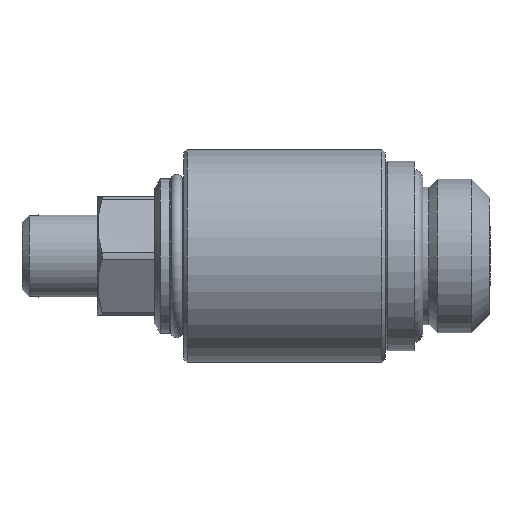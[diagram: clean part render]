
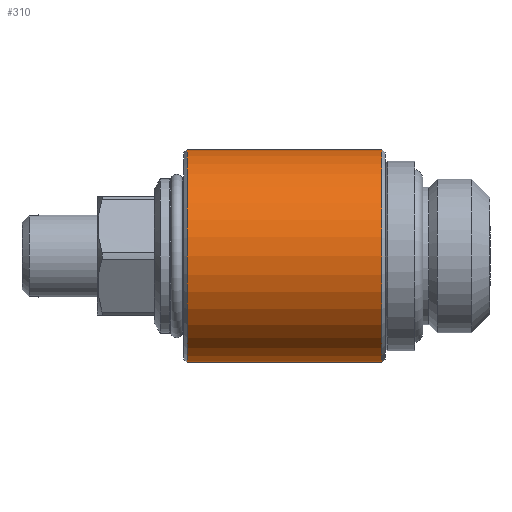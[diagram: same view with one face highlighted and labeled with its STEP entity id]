
A CAD part, left-side view. The second image highlights one B-rep face of the part: STEP entity #310.
In plain terms, the highlighted cylindrical face has radius 9 mm (diameter 18 mm), a full revolution.
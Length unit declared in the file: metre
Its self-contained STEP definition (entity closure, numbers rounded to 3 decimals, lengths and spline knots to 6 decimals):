
#310 = ADVANCED_FACE( 'NONE', ( #761, #762, #763 ), #764, .T. );
#761 = FACE_OUTER_BOUND( '', #1642, .T. );
#762 = FACE_OUTER_BOUND( '', #1643, .T. );
#763 = FACE_BOUND( '', #1644, .T. );
#764 = CYLINDRICAL_SURFACE( '', #1645, 0.009 );
#1642 = EDGE_LOOP( '', ( #3899 ) );
#1643 = EDGE_LOOP( '', ( #3900 ) );
#1644 = EDGE_LOOP( '', ( #3901, #3902 ) );
#1645 = AXIS2_PLACEMENT_3D( '', #3903, #3904, #3905 );
#3899 = ORIENTED_EDGE( '', *, *, #5262, .T. );
#3900 = ORIENTED_EDGE( '', *, *, #5263, .F. );
#3901 = ORIENTED_EDGE( '', *, *, #5264, .T. );
#3902 = ORIENTED_EDGE( '', *, *, #5265, .T. );
#3903 = CARTESIAN_POINT( '', ( 0., 0.007819, 0. ) );
#3904 = DIRECTION( '', ( 0., -1., 0. ) );
#3905 = DIRECTION( '', ( 0., 0., -1. ) );
#5262 = EDGE_CURVE( 'NONE', #5963, #5963, #5964, .T. );
#5263 = EDGE_CURVE( 'NONE', #5965, #5965, #5966, .T. );
#5264 = EDGE_CURVE( 'NONE', #5967, #5968, #5969, .T. );
#5265 = EDGE_CURVE( 'NONE', #5968, #5967, #5970, .T. );
#5963 = VERTEX_POINT( '', #7441 );
#5964 = CIRCLE( '', #7442, 0.009 );
#5965 = VERTEX_POINT( '', #7443 );
#5966 = CIRCLE( '', #7444, 0.009 );
#5967 = VERTEX_POINT( 'NONE', #7445 );
#5968 = VERTEX_POINT( 'NONE', #7446 );
#5969 = B_SPLINE_CURVE_WITH_KNOTS( '', 3, ( #7447, #7448, #7449, #7450, #7451, #7452, #7453, #7454, #7455, #7456, #7457, #7458, #7459, #7460, #7461, #7462, #7463, #7464, #7465, #7466, #7467, #7468, #7469, #7470 ), .UNSPECIFIED., .F., .F., ( 4, 1, 1, 1, 1, 1, 1, 1, 1, 1, 1, 1, 1, 1, 1, 1, 1, 1, 1, 1, 1, 4 ), ( 0., 0.015632, 0.031265, 0.062511, 0.093492, 0.125003, 0.187435, 0.249902, 0.312438, 0.374975, 0.438794, 0.499946, 0.562554, 0.625015, 0.686176, 0.749983, 0.81252, 0.874998, 0.937469, 0.968732, 0.984363, 1. ), .UNSPECIFIED. );
#5970 = B_SPLINE_CURVE_WITH_KNOTS( '', 3, ( #7471, #7472, #7473, #7474, #7475, #7476, #7477, #7478, #7479, #7480, #7481, #7482, #7483, #7484, #7485, #7486, #7487, #7488, #7489, #7490, #7491, #7492, #7493, #7494, #7495, #7496, #7497, #7498 ), .UNSPECIFIED., .F., .F., ( 4, 1, 1, 1, 1, 1, 1, 1, 1, 1, 1, 1, 1, 1, 1, 1, 1, 1, 1, 1, 1, 1, 1, 1, 1, 4 ), ( 0., 0.011244, 0.021657, 0.031254, 0.046913, 0.062508, 0.093481, 0.124978, 0.184956, 0.249852, 0.312202, 0.374892, 0.43871, 0.499923, 0.562512, 0.62495, 0.686171, 0.749984, 0.812464, 0.874967, 0.906764, 0.937482, 0.953334, 0.968746, 0.982426, 1. ), .UNSPECIFIED. );
#7441 = CARTESIAN_POINT( '', ( 0., 0.0259, -0.009 ) );
#7442 = AXIS2_PLACEMENT_3D( '', #9609, #9610, #9611 );
#7443 = CARTESIAN_POINT( '', ( 0., 0.0095, -0.009 ) );
#7444 = AXIS2_PLACEMENT_3D( '', #9612, #9613, #9614 );
#7445 = CARTESIAN_POINT( '', ( 0.006297, 0.016254, 0.00643 ) );
#7446 = CARTESIAN_POINT( '', ( 0.006299, 0.019156, -0.006428 ) );
#7447 = CARTESIAN_POINT( '', ( 0.006297, 0.016254, 0.00643 ) );
#7448 = CARTESIAN_POINT( '', ( 0.006275, 0.016363, 0.006452 ) );
#7449 = CARTESIAN_POINT( '', ( 0.006231, 0.016583, 0.006495 ) );
#7450 = CARTESIAN_POINT( '', ( 0.006167, 0.017032, 0.006555 ) );
#7451 = CARTESIAN_POINT( '', ( 0.006128, 0.017599, 0.006591 ) );
#7452 = CARTESIAN_POINT( '', ( 0.006154, 0.018285, 0.006567 ) );
#7453 = CARTESIAN_POINT( '', ( 0.00628, 0.019183, 0.006448 ) );
#7454 = CARTESIAN_POINT( '', ( 0.006588, 0.020252, 0.006143 ) );
#7455 = CARTESIAN_POINT( '', ( 0.007088, 0.021398, 0.005568 ) );
#7456 = CARTESIAN_POINT( '', ( 0.007632, 0.022405, 0.004805 ) );
#7457 = CARTESIAN_POINT( '', ( 0.00816, 0.023264, 0.003854 ) );
#7458 = CARTESIAN_POINT( '', ( 0.008605, 0.023936, 0.002735 ) );
#7459 = CARTESIAN_POINT( '', ( 0.008914, 0.024378, 0.001463 ) );
#7460 = CARTESIAN_POINT( '', ( 0.009035, 0.02455, 0.000103 ) );
#7461 = CARTESIAN_POINT( '', ( 0.008945, 0.024421, -0.001263 ) );
#7462 = CARTESIAN_POINT( '', ( 0.008662, 0.024018, -0.002554 ) );
#7463 = CARTESIAN_POINT( '', ( 0.008233, 0.023377, -0.003698 ) );
#7464 = CARTESIAN_POINT( '', ( 0.007714, 0.022543, -0.004675 ) );
#7465 = CARTESIAN_POINT( '', ( 0.007168, 0.021559, -0.005466 ) );
#7466 = CARTESIAN_POINT( '', ( 0.006743, 0.020619, -0.005969 ) );
#7467 = CARTESIAN_POINT( '', ( 0.006494, 0.019906, -0.006232 ) );
#7468 = CARTESIAN_POINT( '', ( 0.006375, 0.019482, -0.006353 ) );
#7469 = CARTESIAN_POINT( '', ( 0.006325, 0.019265, -0.006403 ) );
#7470 = CARTESIAN_POINT( '', ( 0.006299, 0.019156, -0.006428 ) );
#7471 = CARTESIAN_POINT( '', ( 0.006299, 0.019156, -0.006428 ) );
#7472 = CARTESIAN_POINT( '', ( 0.006283, 0.019077, -0.006443 ) );
#7473 = CARTESIAN_POINT( '', ( 0.006253, 0.018925, -0.006473 ) );
#7474 = CARTESIAN_POINT( '', ( 0.006215, 0.018702, -0.006509 ) );
#7475 = CARTESIAN_POINT( '', ( 0.00618, 0.018446, -0.006543 ) );
#7476 = CARTESIAN_POINT( '', ( 0.006152, 0.01815, -0.006569 ) );
#7477 = CARTESIAN_POINT( '', ( 0.006133, 0.017695, -0.006587 ) );
#7478 = CARTESIAN_POINT( '', ( 0.006153, 0.017123, -0.006568 ) );
#7479 = CARTESIAN_POINT( '', ( 0.006276, 0.016242, -0.006452 ) );
#7480 = CARTESIAN_POINT( '', ( 0.006577, 0.015169, -0.006154 ) );
#7481 = CARTESIAN_POINT( '', ( 0.007078, 0.014022, -0.005581 ) );
#7482 = CARTESIAN_POINT( '', ( 0.007628, 0.012998, -0.004811 ) );
#7483 = CARTESIAN_POINT( '', ( 0.008159, 0.01214, -0.003858 ) );
#7484 = CARTESIAN_POINT( '', ( 0.008604, 0.011464, -0.002737 ) );
#7485 = CARTESIAN_POINT( '', ( 0.008914, 0.011022, -0.001463 ) );
#7486 = CARTESIAN_POINT( '', ( 0.009035, 0.01085, -0.000102 ) );
#7487 = CARTESIAN_POINT( '', ( 0.008944, 0.010979, 0.001266 ) );
#7488 = CARTESIAN_POINT( '', ( 0.00866, 0.011383, 0.002558 ) );
#7489 = CARTESIAN_POINT( '', ( 0.008231, 0.012027, 0.003702 ) );
#7490 = CARTESIAN_POINT( '', ( 0.00771, 0.012859, 0.004681 ) );
#7491 = CARTESIAN_POINT( '', ( 0.007254, 0.013687, 0.00534 ) );
#7492 = CARTESIAN_POINT( '', ( 0.006908, 0.014415, 0.005773 ) );
#7493 = CARTESIAN_POINT( '', ( 0.006707, 0.0149, 0.006003 ) );
#7494 = CARTESIAN_POINT( '', ( 0.006562, 0.0153, 0.00616 ) );
#7495 = CARTESIAN_POINT( '', ( 0.006465, 0.015597, 0.006262 ) );
#7496 = CARTESIAN_POINT( '', ( 0.006378, 0.015915, 0.006351 ) );
#7497 = CARTESIAN_POINT( '', ( 0.006326, 0.016132, 0.006401 ) );
#7498 = CARTESIAN_POINT( '', ( 0.006297, 0.016254, 0.00643 ) );
#9609 = CARTESIAN_POINT( '', ( 0., 0.0259, 0. ) );
#9610 = DIRECTION( '', ( 0., -1., 0. ) );
#9611 = DIRECTION( '', ( 0., 0., -1. ) );
#9612 = CARTESIAN_POINT( '', ( 0., 0.0095, 0. ) );
#9613 = DIRECTION( '', ( 0., -1., 0. ) );
#9614 = DIRECTION( '', ( 0., 0., -1. ) );
